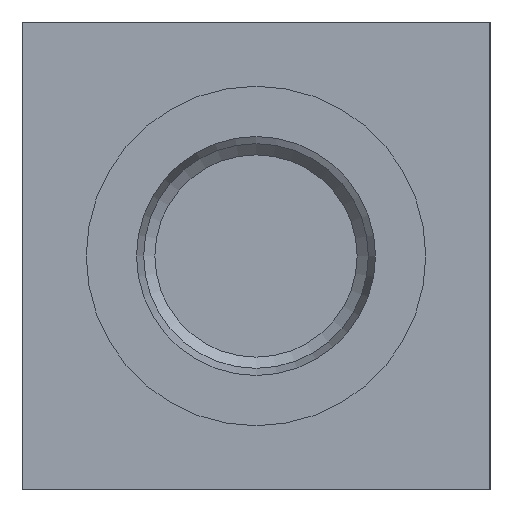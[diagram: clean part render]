
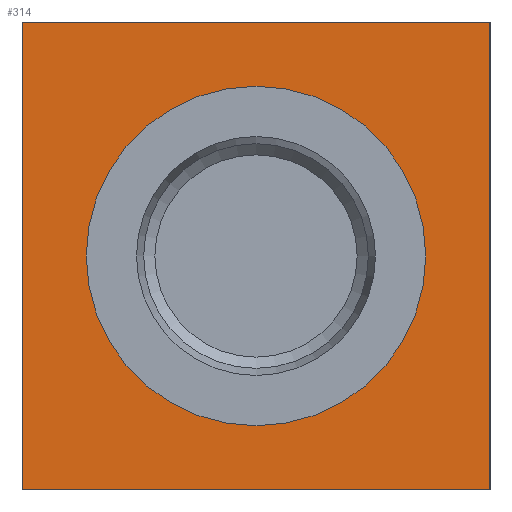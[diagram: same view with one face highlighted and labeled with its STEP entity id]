
A CAD part, left-side view. The second image highlights one B-rep face of the part: STEP entity #314.
In plain terms, the highlighted planar face has unit normal (-1, 0, 0).
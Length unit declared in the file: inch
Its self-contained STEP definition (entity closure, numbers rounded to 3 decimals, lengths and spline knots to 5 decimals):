
#314 = ADVANCED_FACE( '', ( #733, #734 ), #735, .F. );
#733 = FACE_BOUND( '', #1274, .T. );
#734 = FACE_OUTER_BOUND( '', #1275, .T. );
#735 = PLANE( '', #1276 );
#1274 = EDGE_LOOP( '', ( #2103 ) );
#1275 = EDGE_LOOP( '', ( #2104, #2105, #2106, #2107 ) );
#1276 = AXIS2_PLACEMENT_3D( '', #2108, #2109, #2110 );
#2103 = ORIENTED_EDGE( '', *, *, #3230, .T. );
#2104 = ORIENTED_EDGE( '', *, *, #3231, .F. );
#2105 = ORIENTED_EDGE( '', *, *, #3085, .F. );
#2106 = ORIENTED_EDGE( '', *, *, #3232, .F. );
#2107 = ORIENTED_EDGE( '', *, *, #3233, .F. );
#2108 = CARTESIAN_POINT( '', ( 0., 0., 0. ) );
#2109 = DIRECTION( '', ( 1., 0., 0. ) );
#2110 = DIRECTION( '', ( 0., 0., -1. ) );
#3085 = EDGE_CURVE( '', #3706, #3707, #3708, .T. );
#3230 = EDGE_CURVE( '', #3938, #3938, #3939, .T. );
#3231 = EDGE_CURVE( '', #3707, #3940, #3941, .T. );
#3232 = EDGE_CURVE( '', #3942, #3706, #3943, .T. );
#3233 = EDGE_CURVE( '', #3940, #3942, #3944, .T. );
#3706 = VERTEX_POINT( '', #4550 );
#3707 = VERTEX_POINT( '', #4551 );
#3708 = LINE( '', #4552, #4553 );
#3938 = VERTEX_POINT( '', #4850 );
#3939 = CIRCLE( '', #4851, 0.816 );
#3940 = VERTEX_POINT( '', #4852 );
#3941 = LINE( '', #4853, #4854 );
#3942 = VERTEX_POINT( '', #4855 );
#3943 = LINE( '', #4856, #4857 );
#3944 = LINE( '', #4858, #4859 );
#4550 = CARTESIAN_POINT( '', ( 0., 0., 0. ) );
#4551 = CARTESIAN_POINT( '', ( 0., 2.25, 0. ) );
#4552 = CARTESIAN_POINT( '', ( 0., 0., 0. ) );
#4553 = VECTOR( '', #5452, 39.37008 );
#4850 = CARTESIAN_POINT( '', ( 0., 1.125, 0.309 ) );
#4851 = AXIS2_PLACEMENT_3D( '', #5643, #5644, #5645 );
#4852 = CARTESIAN_POINT( '', ( 0., 2.25, 2.25 ) );
#4853 = CARTESIAN_POINT( '', ( 0., 2.25, 0. ) );
#4854 = VECTOR( '', #5646, 39.37008 );
#4855 = CARTESIAN_POINT( '', ( 0., 0., 2.25 ) );
#4856 = CARTESIAN_POINT( '', ( 0., 0., 2.25 ) );
#4857 = VECTOR( '', #5647, 39.37008 );
#4858 = CARTESIAN_POINT( '', ( 0., 2.25, 2.25 ) );
#4859 = VECTOR( '', #5648, 39.37008 );
#5452 = DIRECTION( '', ( 0., 1., 0. ) );
#5643 = CARTESIAN_POINT( '', ( 0., 1.125, 1.125 ) );
#5644 = DIRECTION( '', ( 1., 0., 0. ) );
#5645 = DIRECTION( '', ( 0., 0., -1. ) );
#5646 = DIRECTION( '', ( 0., 0., 1. ) );
#5647 = DIRECTION( '', ( 0., 0., -1. ) );
#5648 = DIRECTION( '', ( 0., -1., 0. ) );
